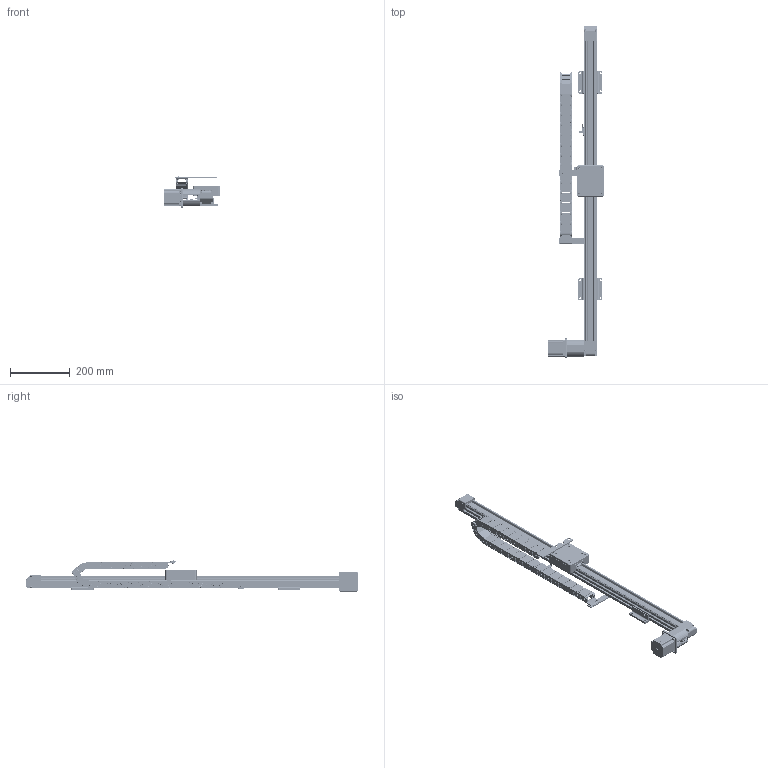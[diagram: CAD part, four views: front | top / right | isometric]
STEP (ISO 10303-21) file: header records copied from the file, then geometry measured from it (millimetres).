
FILE_DESCRIPTION (( 'STEP AP214' ), '1' );
FILE_NAME ('Dorna 2 Rail.STEP', '2022-07-05T01:30:59', ( '' ), ( '' ), 'SwSTEP 2.0', 'SolidWorks 2020', '' );
FILE_SCHEMA (( 'AUTOMOTIVE_DESIGN' ));
Length unit declared in the file: millimetre
Products named in the file (18): Dorna 2 Rail; socket head cap screw_din_DIN 912 M3 x 6 --- 6N; 14; socket head cap screw_din_DIN 912 M5 x 12 --- 12N; bottom_holder; Cable Chain Connector 2___ _________; socket head cap screw_din_DIN 912 M3 x 8 --- 8N; 16; 2; Mounting Plate; 10; 5; Cable chain Parts___ _________; Nema23_56; cable_holder; 1; 15; 9
Assembly tree (50 placements, depth 2):
  Dorna 2 Rail
    16
    15
    2
    9  x2
    14  x2
    1
    10
    Mounting Plate
    5
    Cable Chain Connector 2___ _________  x2
    Cable chain Parts___ _________  x26
    Nema23_56
    socket head cap screw_din_DIN 912 M5 x 12 --- 12N  x4
    socket head cap screw_din_DIN 912 M3 x 6 --- 6N  x2
    socket head cap screw_din_DIN 912 M3 x 8 --- 8N  x2
    bottom_holder
    cable_holder
Bounding box: 186.5 x 1107.5 x 103.49 mm (x, y, z)
Volume: 2389224.6 mm3; surface area: 747865.2 mm2
Topology: 51 solids, 55 shells, 8641 faces, 20632 edges, 12221 vertices
Faces by surface type: plane 3220, cylinder 2582, bspline 1068, torus 849, cone 658, sphere 264
Entity records: 88903 total; most frequent: CARTESIAN_POINT 28519, DIRECTION 12375, ORIENTED_EDGE 11660, EDGE_CURVE 5830, AXIS2_PLACEMENT_3D 4660, VERTEX_POINT 3614, LINE 3055, VECTOR 3055
